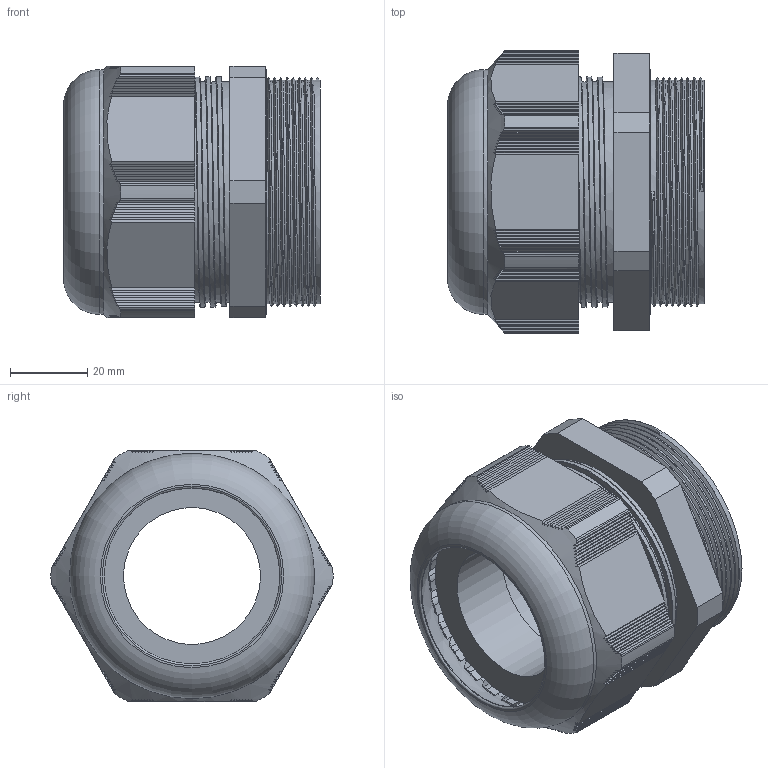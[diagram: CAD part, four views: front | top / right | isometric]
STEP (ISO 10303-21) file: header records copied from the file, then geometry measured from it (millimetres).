
FILE_DESCRIPTION(/* description */ ('Euro-Top PG48, KB: 29-35 mm'),/* implementation_level */ '2;1');
FILE_NAME(/* name */ '11180448-RST.stp',/* time_stamp */ '2019-11-27T11:19:22+01:00',/* author */ ('sl'),/* organization */ (''),/* preprocessor_version */ 'ST-DEVELOPER v16.5',/* originating_system */ 'Autodesk Inventor 2017',/* authorisation */ '');
FILE_SCHEMA (('AUTOMOTIVE_DESIGN { 1 0 10303 214 3 1 1 }'));
Length unit declared in the file: millimetre
Products named in the file (4): 11180448; 11080448; 11080448_1; 11180448_1
Assembly tree (3 placements, depth 2):
  11180448
    11080448
    11080448_1
    11180448_1
Bounding box: 66.19 x 72.89 x 65 mm (x, y, z)
Volume: 89965.9 mm3; surface area: 55186.2 mm2
Topology: 3 solids, 3 shells, 528 faces, 1526 edges, 1010 vertices
Faces by surface type: plane 336, cylinder 88, torus 54, cone 28, bspline 22
Full cylindrical faces by diameter (mm): 35.4 x1, 45.3 x1, 45.42 x1, 51.05 x1, 51.33 x1, 51.53 x1, 56.6 x1, 57 x6, 57.7 x8, 57.78 x8, 60.2 x7, 63.32 x1
Entity records: 23320 total; most frequent: CARTESIAN_POINT 10328, ORIENTED_EDGE 2828, DIRECTION 2629, EDGE_CURVE 1414, AXIS2_PLACEMENT_3D 968, VERTEX_POINT 949, LINE 693, VECTOR 693
